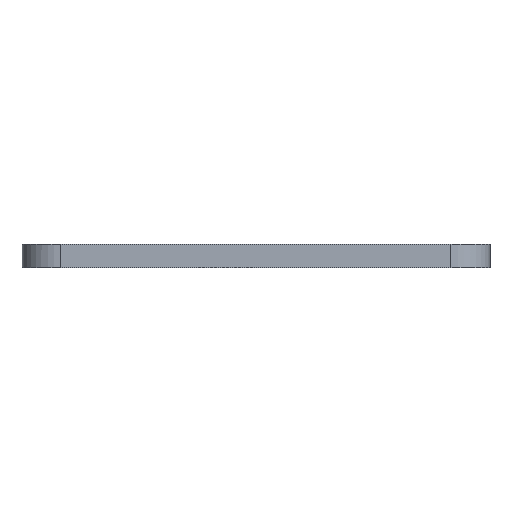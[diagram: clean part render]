
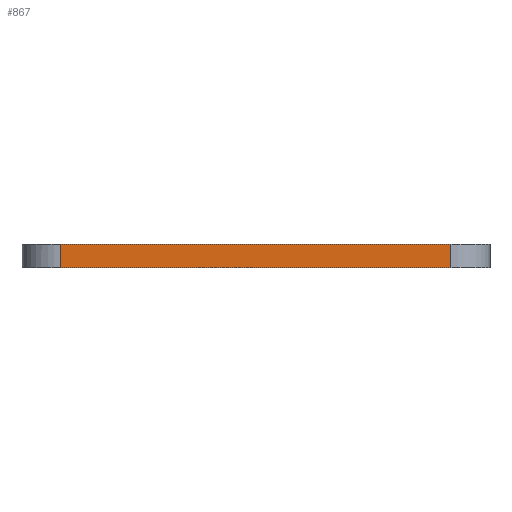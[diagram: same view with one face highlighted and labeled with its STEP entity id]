
A CAD part, front view. The second image highlights one B-rep face of the part: STEP entity #867.
In plain terms, the highlighted planar face has unit normal (0, -1, 0).
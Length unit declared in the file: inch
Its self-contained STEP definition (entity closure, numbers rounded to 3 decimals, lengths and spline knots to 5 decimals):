
#4 = LINE ( 'NONE', #345, #784 ) ;
#45 = DIRECTION ( 'NONE',  ( 0., 0., -1. ) ) ;
#122 = LINE ( 'NONE', #711, #984 ) ;
#157 = EDGE_CURVE ( 'NONE', #247, #423, #4, .T. ) ;
#247 = VERTEX_POINT ( 'NONE', #361 ) ;
#275 = EDGE_LOOP ( 'NONE', ( #948, #405, #786, #1031 ) ) ;
#305 = VECTOR ( 'NONE', #932, 39.37008 ) ;
#310 = VECTOR ( 'NONE', #1024, 39.37008 ) ;
#345 = CARTESIAN_POINT ( 'NONE',  ( -0.59055, -1.05315, 0.05906 ) ) ;
#351 = DIRECTION ( 'NONE',  ( 0., 1., 0. ) ) ;
#361 = CARTESIAN_POINT ( 'NONE',  ( -0.49213, -1.05315, 0.05906 ) ) ;
#401 = VERTEX_POINT ( 'NONE', #616 ) ;
#405 = ORIENTED_EDGE ( 'NONE', *, *, #157, .F. ) ;
#423 = VERTEX_POINT ( 'NONE', #852 ) ;
#432 = DIRECTION ( 'NONE',  ( 1., 0., 0. ) ) ;
#439 = CARTESIAN_POINT ( 'NONE',  ( -0.59055, -1.05315, 0.05906 ) ) ;
#458 = LINE ( 'NONE', #951, #310 ) ;
#496 = FACE_OUTER_BOUND ( 'NONE', #275, .T. ) ;
#511 = EDGE_CURVE ( 'NONE', #423, #401, #122, .T. ) ;
#523 = VERTEX_POINT ( 'NONE', #705 ) ;
#539 = EDGE_CURVE ( 'NONE', #523, #401, #458, .T. ) ;
#616 = CARTESIAN_POINT ( 'NONE',  ( 0.49213, -1.05315, 0. ) ) ;
#621 = CARTESIAN_POINT ( 'NONE',  ( -0.49213, -1.05315, 0.05906 ) ) ;
#705 = CARTESIAN_POINT ( 'NONE',  ( -0.49213, -1.05315, 0. ) ) ;
#711 = CARTESIAN_POINT ( 'NONE',  ( 0.49213, -1.05315, 0.05906 ) ) ;
#784 = VECTOR ( 'NONE', #432, 39.37008 ) ;
#786 = ORIENTED_EDGE ( 'NONE', *, *, #1052, .F. ) ;
#824 = AXIS2_PLACEMENT_3D ( 'NONE', #439, #351, #924 ) ;
#836 = PLANE ( 'NONE',  #824 ) ;
#852 = CARTESIAN_POINT ( 'NONE',  ( 0.49213, -1.05315, 0.05906 ) ) ;
#867 = ADVANCED_FACE ( 'NONE', ( #496 ), #836, .F. ) ;
#924 = DIRECTION ( 'NONE',  ( 0., 0., 1. ) ) ;
#932 = DIRECTION ( 'NONE',  ( 0., 0., 1. ) ) ;
#948 = ORIENTED_EDGE ( 'NONE', *, *, #511, .F. ) ;
#951 = CARTESIAN_POINT ( 'NONE',  ( 0., -1.05315, 0. ) ) ;
#955 = LINE ( 'NONE', #621, #305 ) ;
#984 = VECTOR ( 'NONE', #45, 39.37008 ) ;
#1024 = DIRECTION ( 'NONE',  ( 1., 0., 0. ) ) ;
#1031 = ORIENTED_EDGE ( 'NONE', *, *, #539, .T. ) ;
#1052 = EDGE_CURVE ( 'NONE', #523, #247, #955, .T. ) ;
